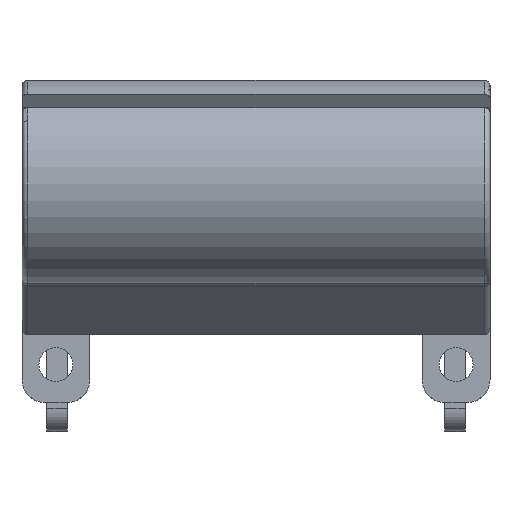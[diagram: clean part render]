
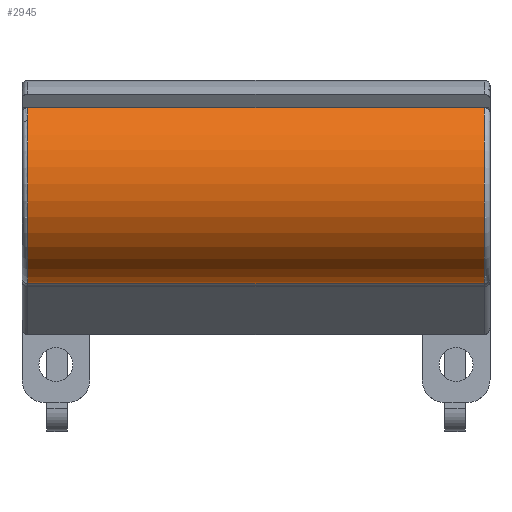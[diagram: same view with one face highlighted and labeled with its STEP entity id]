
A CAD part, top view. The second image highlights one B-rep face of the part: STEP entity #2945.
In plain terms, the highlighted cylindrical face has radius 9 mm (diameter 18 mm), a partial arc.
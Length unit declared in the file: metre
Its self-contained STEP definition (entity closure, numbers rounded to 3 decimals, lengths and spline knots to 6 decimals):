
#116=CYLINDRICAL_SURFACE('',#3232,0.009);
#268=CIRCLE('',#3233,0.009);
#269=CIRCLE('',#3234,0.009);
#681=ORIENTED_EDGE('',*,*,#1526,.T.);
#682=ORIENTED_EDGE('',*,*,#1527,.T.);
#683=ORIENTED_EDGE('',*,*,#1528,.F.);
#684=ORIENTED_EDGE('',*,*,#1529,.T.);
#1526=EDGE_CURVE('',#1931,#1932,#2159,.T.);
#1527=EDGE_CURVE('',#1932,#1933,#268,.T.);
#1528=EDGE_CURVE('',#1934,#1933,#2160,.T.);
#1529=EDGE_CURVE('',#1934,#1931,#269,.F.);
#1931=VERTEX_POINT('',#4978);
#1932=VERTEX_POINT('',#4979);
#1933=VERTEX_POINT('',#4981);
#1934=VERTEX_POINT('',#4983);
#2159=LINE('',#4977,#2370);
#2160=LINE('',#4982,#2371);
#2370=VECTOR('',#3924,1.);
#2371=VECTOR('',#3927,1.);
#2499=EDGE_LOOP('',(#681,#682,#683,#684));
#2708=FACE_BOUND('',#2499,.T.);
#2945=ADVANCED_FACE('',(#2708),#116,.T.);
#3232=AXIS2_PLACEMENT_3D('',#4976,#3922,#3923);
#3233=AXIS2_PLACEMENT_3D('',#4980,#3925,#3926);
#3234=AXIS2_PLACEMENT_3D('',#4984,#3928,#3929);
#3922=DIRECTION('',(1.,0.,0.));
#3923=DIRECTION('',(0.,0.,-1.));
#3924=DIRECTION('',(1.,0.,0.));
#3925=DIRECTION('',(-1.,0.,0.));
#3926=DIRECTION('',(0.,0.,1.));
#3927=DIRECTION('',(1.,0.,0.));
#3928=DIRECTION('',(-1.,0.,0.));
#3929=DIRECTION('',(0.,0.,1.));
#4976=CARTESIAN_POINT('',(0.,0.0075,0.0421));
#4977=CARTESIAN_POINT('',(0.,-0.001493,0.042448));
#4978=CARTESIAN_POINT('',(-0.0202,-0.001493,0.042448));
#4979=CARTESIAN_POINT('',(0.0202,-0.001493,0.042448));
#4980=CARTESIAN_POINT('',(0.0202,0.0075,0.0421));
#4981=CARTESIAN_POINT('',(0.0202,0.014066,0.048255));
#4982=CARTESIAN_POINT('',(0.,0.014066,0.048255));
#4983=CARTESIAN_POINT('',(-0.0202,0.014066,0.048255));
#4984=CARTESIAN_POINT('',(-0.0202,0.0075,0.0421));
